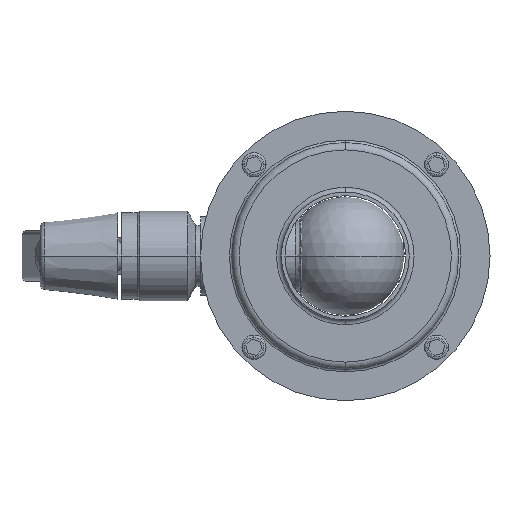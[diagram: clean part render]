
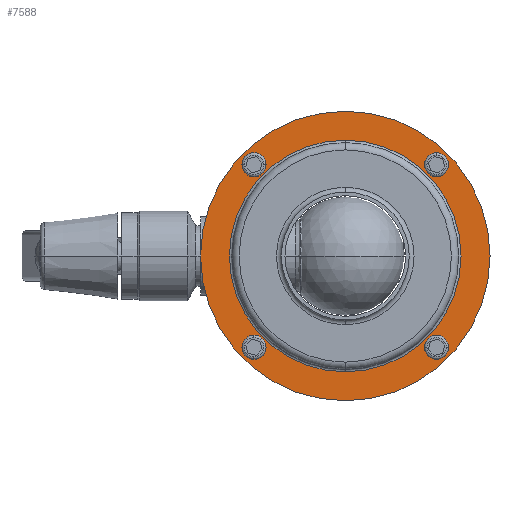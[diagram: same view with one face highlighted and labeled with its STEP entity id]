
A CAD part, left-side view. The second image highlights one B-rep face of the part: STEP entity #7588.
In plain terms, the highlighted planar face has unit normal (-1, 0, 0).
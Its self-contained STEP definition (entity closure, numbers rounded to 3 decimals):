
#2 = CARTESIAN_POINT ( 'NONE',  ( -22.791, 0., 0. ) ) ;
#106 = CARTESIAN_POINT ( 'NONE',  ( -22.791, 0., -60. ) ) ;
#283 = CARTESIAN_POINT ( 'NONE',  ( -22.791, 0., 0. ) ) ;
#384 = DIRECTION ( 'NONE',  ( -1., 0., 0. ) ) ;
#626 = ORIENTED_EDGE ( 'NONE', *, *, #2911, .F. ) ;
#742 = CARTESIAN_POINT ( 'NONE',  ( -22.791, 37.83, -34.83 ) ) ;
#929 = DIRECTION ( 'NONE',  ( 1., 0., 0. ) ) ;
#990 = EDGE_LOOP ( 'NONE', ( #4912, #5886 ) ) ;
#1005 = DIRECTION ( 'NONE',  ( -1., 0., 0. ) ) ;
#1018 = VERTEX_POINT ( 'NONE', #742 ) ;
#1284 = CARTESIAN_POINT ( 'NONE',  ( -22.791, 60., 0. ) ) ;
#1299 = EDGE_CURVE ( 'NONE', #5409, #4854, #1308, .T. ) ;
#1308 = CIRCLE ( 'NONE', #6385, 60. ) ;
#1315 = DIRECTION ( 'NONE',  ( 0., 0., 1. ) ) ;
#1392 = VERTEX_POINT ( 'NONE', #5801 ) ;
#1558 = CARTESIAN_POINT ( 'NONE',  ( -22.791, 37.83, -37.83 ) ) ;
#1709 = DIRECTION ( 'NONE',  ( 0., 0., -1. ) ) ;
#1782 = CARTESIAN_POINT ( 'NONE',  ( -22.791, 0., 0. ) ) ;
#1795 = DIRECTION ( 'NONE',  ( 0., 0., 1. ) ) ;
#1836 = PLANE ( 'NONE',  #4071 ) ;
#1863 = AXIS2_PLACEMENT_3D ( 'NONE', #1782, #8890, #4755 ) ;
#2160 = ORIENTED_EDGE ( 'NONE', *, *, #7586, .T. ) ;
#2458 = ORIENTED_EDGE ( 'NONE', *, *, #1299, .T. ) ;
#2539 = FACE_OUTER_BOUND ( 'NONE', #4238, .T. ) ;
#2911 = EDGE_CURVE ( 'NONE', #7745, #1392, #3356, .T. ) ;
#3016 = AXIS2_PLACEMENT_3D ( 'NONE', #8667, #929, #7304 ) ;
#3356 = CIRCLE ( 'NONE', #5647, 48. ) ;
#3428 = AXIS2_PLACEMENT_3D ( 'NONE', #1558, #5763, #1709 ) ;
#4032 = EDGE_CURVE ( 'NONE', #1018, #6998, #8217, .T. ) ;
#4071 = AXIS2_PLACEMENT_3D ( 'NONE', #1284, #4096, #6842 ) ;
#4096 = DIRECTION ( 'NONE',  ( 1., 0., 0. ) ) ;
#4238 = EDGE_LOOP ( 'NONE', ( #2160, #2458 ) ) ;
#4349 = EDGE_CURVE ( 'NONE', #1392, #7745, #8068, .T. ) ;
#4634 = CARTESIAN_POINT ( 'NONE',  ( -22.791, 0., 60. ) ) ;
#4755 = DIRECTION ( 'NONE',  ( 0., 0., 1. ) ) ;
#4787 = DIRECTION ( 'NONE',  ( -1., 0., 0. ) ) ;
#4854 = VERTEX_POINT ( 'NONE', #4634 ) ;
#4884 = DIRECTION ( 'NONE',  ( 0., 0., 1. ) ) ;
#4912 = ORIENTED_EDGE ( 'NONE', *, *, #6979, .T. ) ;
#5338 = AXIS2_PLACEMENT_3D ( 'NONE', #2, #1005, #4884 ) ;
#5409 = VERTEX_POINT ( 'NONE', #106 ) ;
#5647 = AXIS2_PLACEMENT_3D ( 'NONE', #6308, #4787, #1315 ) ;
#5763 = DIRECTION ( 'NONE',  ( 1., 0., 0. ) ) ;
#5801 = CARTESIAN_POINT ( 'NONE',  ( -22.791, 0., 48. ) ) ;
#5805 = CARTESIAN_POINT ( 'NONE',  ( -22.791, 37.83, -40.83 ) ) ;
#5886 = ORIENTED_EDGE ( 'NONE', *, *, #4032, .T. ) ;
#6074 = CIRCLE ( 'NONE', #1863, 60. ) ;
#6191 = CIRCLE ( 'NONE', #3016, 3. ) ;
#6308 = CARTESIAN_POINT ( 'NONE',  ( -22.791, 0., 0. ) ) ;
#6385 = AXIS2_PLACEMENT_3D ( 'NONE', #283, #384, #1795 ) ;
#6842 = DIRECTION ( 'NONE',  ( 0., 0., -1. ) ) ;
#6979 = EDGE_CURVE ( 'NONE', #6998, #1018, #6191, .T. ) ;
#6998 = VERTEX_POINT ( 'NONE', #5805 ) ;
#7304 = DIRECTION ( 'NONE',  ( 0., 0., -1. ) ) ;
#7520 = FACE_BOUND ( 'NONE', #990, .T. ) ;
#7586 = EDGE_CURVE ( 'NONE', #4854, #5409, #6074, .T. ) ;
#7588 = ADVANCED_FACE ( 'NONE', ( #7520, #8070, #2539 ), #1836, .F. ) ;
#7745 = VERTEX_POINT ( 'NONE', #8555 ) ;
#7838 = EDGE_LOOP ( 'NONE', ( #8540, #626 ) ) ;
#8068 = CIRCLE ( 'NONE', #5338, 48. ) ;
#8070 = FACE_BOUND ( 'NONE', #7838, .T. ) ;
#8217 = CIRCLE ( 'NONE', #3428, 3. ) ;
#8540 = ORIENTED_EDGE ( 'NONE', *, *, #4349, .F. ) ;
#8555 = CARTESIAN_POINT ( 'NONE',  ( -22.791, 0., -48. ) ) ;
#8667 = CARTESIAN_POINT ( 'NONE',  ( -22.791, 37.83, -37.83 ) ) ;
#8890 = DIRECTION ( 'NONE',  ( -1., 0., 0. ) ) ;
